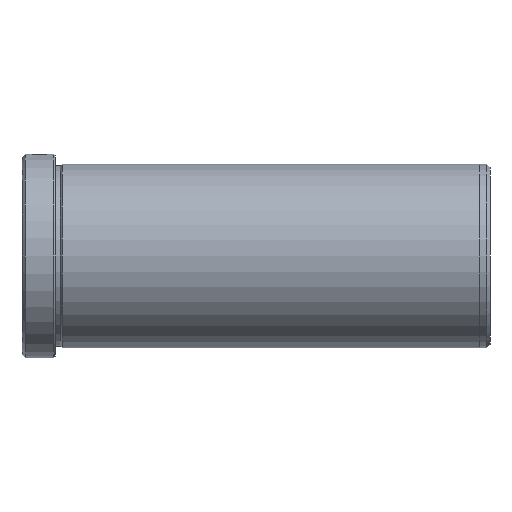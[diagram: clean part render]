
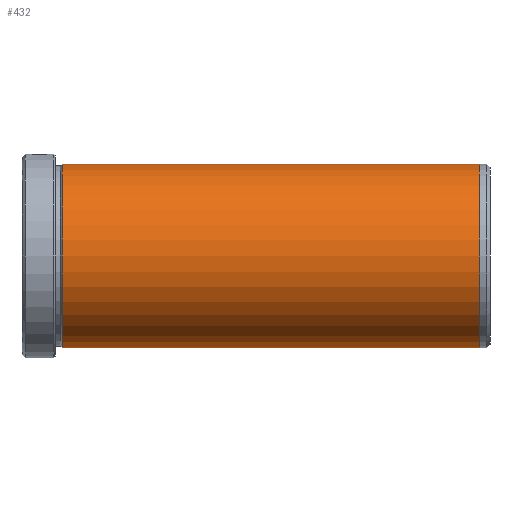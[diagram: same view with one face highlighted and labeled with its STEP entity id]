
A CAD part, left-side view. The second image highlights one B-rep face of the part: STEP entity #432.
In plain terms, the highlighted cylindrical face has radius 27.5 mm (diameter 55 mm), a partial arc.
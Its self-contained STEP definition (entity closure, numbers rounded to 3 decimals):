
#28 = DIRECTION ( 'NONE',  ( 0., -1., 0. ) ) ;
#35 = CARTESIAN_POINT ( 'NONE',  ( 0., -137., 0. ) ) ;
#86 = VERTEX_POINT ( 'NONE', #865 ) ;
#140 = CARTESIAN_POINT ( 'NONE',  ( 0., 0., -27.5 ) ) ;
#144 = LINE ( 'NONE', #140, #1235 ) ;
#298 = VECTOR ( 'NONE', #1808, 1000. ) ;
#312 = CARTESIAN_POINT ( 'NONE',  ( 0., -12., -27.5 ) ) ;
#366 = CARTESIAN_POINT ( 'NONE',  ( 0., -12., 0. ) ) ;
#367 = AXIS2_PLACEMENT_3D ( 'NONE', #1301, #1311, #1567 ) ;
#386 = CIRCLE ( 'NONE', #1056, 27.5 ) ;
#398 = CIRCLE ( 'NONE', #653, 27.5 ) ;
#415 = DIRECTION ( 'NONE',  ( 0., 0., -1. ) ) ;
#418 = EDGE_CURVE ( 'NONE', #86, #870, #144, .T. ) ;
#432 = ADVANCED_FACE ( 'NONE', ( #1622 ), #445, .T. ) ;
#445 = CYLINDRICAL_SURFACE ( 'NONE', #367, 27.5 ) ;
#493 = VERTEX_POINT ( 'NONE', #1746 ) ;
#507 = DIRECTION ( 'NONE',  ( 0., 0., 1. ) ) ;
#523 = EDGE_CURVE ( 'NONE', #649, #86, #398, .T. ) ;
#601 = ORIENTED_EDGE ( 'NONE', *, *, #523, .F. ) ;
#629 = LINE ( 'NONE', #814, #298 ) ;
#649 = VERTEX_POINT ( 'NONE', #1494 ) ;
#653 = AXIS2_PLACEMENT_3D ( 'NONE', #35, #28, #415 ) ;
#687 = ORIENTED_EDGE ( 'NONE', *, *, #1145, .T. ) ;
#717 = EDGE_LOOP ( 'NONE', ( #1460, #601, #687, #1175 ) ) ;
#814 = CARTESIAN_POINT ( 'NONE',  ( 0., 0., 27.5 ) ) ;
#865 = CARTESIAN_POINT ( 'NONE',  ( 0., -137., -27.5 ) ) ;
#870 = VERTEX_POINT ( 'NONE', #312 ) ;
#1056 = AXIS2_PLACEMENT_3D ( 'NONE', #366, #1353, #507 ) ;
#1092 = EDGE_CURVE ( 'NONE', #870, #493, #386, .T. ) ;
#1145 = EDGE_CURVE ( 'NONE', #649, #493, #629, .T. ) ;
#1175 = ORIENTED_EDGE ( 'NONE', *, *, #1092, .F. ) ;
#1235 = VECTOR ( 'NONE', #1851, 1000. ) ;
#1301 = CARTESIAN_POINT ( 'NONE',  ( 0., 0., 0. ) ) ;
#1311 = DIRECTION ( 'NONE',  ( 0., 1., 0. ) ) ;
#1353 = DIRECTION ( 'NONE',  ( 0., 1., 0. ) ) ;
#1460 = ORIENTED_EDGE ( 'NONE', *, *, #418, .F. ) ;
#1494 = CARTESIAN_POINT ( 'NONE',  ( 0., -137., 27.5 ) ) ;
#1567 = DIRECTION ( 'NONE',  ( 0., 0., 1. ) ) ;
#1622 = FACE_OUTER_BOUND ( 'NONE', #717, .T. ) ;
#1746 = CARTESIAN_POINT ( 'NONE',  ( 0., -12., 27.5 ) ) ;
#1808 = DIRECTION ( 'NONE',  ( 0., 1., 0. ) ) ;
#1851 = DIRECTION ( 'NONE',  ( 0., 1., 0. ) ) ;
